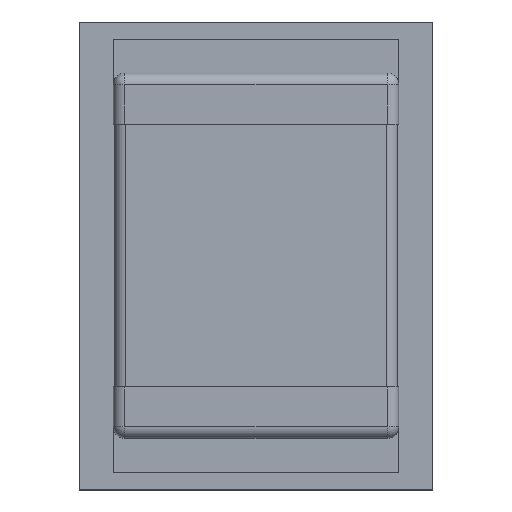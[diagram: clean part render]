
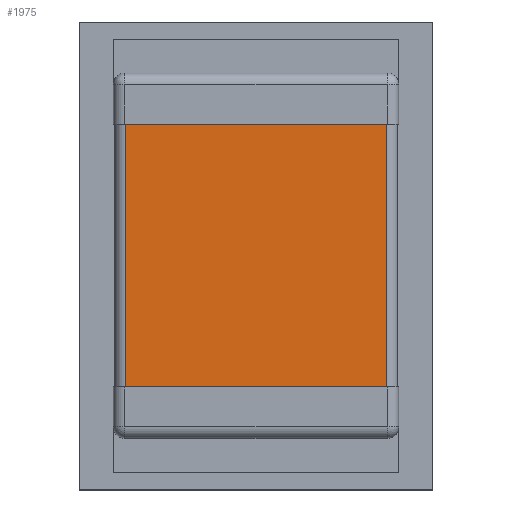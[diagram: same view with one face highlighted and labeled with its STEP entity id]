
A CAD part, top view. The second image highlights one B-rep face of the part: STEP entity #1975.
In plain terms, the highlighted planar face has unit normal (0, 0, 1).
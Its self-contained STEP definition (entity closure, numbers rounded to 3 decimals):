
#205=FACE_OUTER_BOUND('',#329,.T.);
#329=EDGE_LOOP('',(#1739,#1740,#1741,#1742));
#560=LINE('',#3125,#800);
#572=LINE('',#3166,#812);
#574=LINE('',#3171,#814);
#576=LINE('',#3174,#816);
#800=VECTOR('',#2561,10.);
#812=VECTOR('',#2609,10.);
#814=VECTOR('',#2615,10.);
#816=VECTOR('',#2619,10.);
#977=VERTEX_POINT('',#3122);
#978=VERTEX_POINT('',#3124);
#988=VERTEX_POINT('',#3163);
#989=VERTEX_POINT('',#3165);
#1226=EDGE_CURVE('',#977,#978,#560,.T.);
#1247=EDGE_CURVE('',#988,#989,#572,.T.);
#1250=EDGE_CURVE('',#989,#977,#574,.T.);
#1252=EDGE_CURVE('',#978,#988,#576,.T.);
#1739=ORIENTED_EDGE('',*,*,#1250,.F.);
#1740=ORIENTED_EDGE('',*,*,#1247,.F.);
#1741=ORIENTED_EDGE('',*,*,#1252,.F.);
#1742=ORIENTED_EDGE('',*,*,#1226,.F.);
#1867=PLANE('',#2122);
#1975=ADVANCED_FACE('',(#205),#1867,.F.);
#2122=AXIS2_PLACEMENT_3D('',#3173,#2617,#2618);
#2561=DIRECTION('',(-1.,0.,0.));
#2609=DIRECTION('',(1.,0.,0.));
#2615=DIRECTION('',(0.,-1.,0.));
#2617=DIRECTION('center_axis',(0.,0.,-1.));
#2618=DIRECTION('ref_axis',(-1.,0.,0.));
#2619=DIRECTION('',(0.,1.,0.));
#3122=CARTESIAN_POINT('',(1.14,-1.15,1.59));
#3124=CARTESIAN_POINT('',(-1.14,-1.15,1.59));
#3125=CARTESIAN_POINT('',(1.24,-1.15,1.59));
#3163=CARTESIAN_POINT('',(-1.14,1.15,1.59));
#3165=CARTESIAN_POINT('',(1.14,1.15,1.59));
#3166=CARTESIAN_POINT('',(-1.24,1.15,1.59));
#3171=CARTESIAN_POINT('',(1.14,-0.575,1.59));
#3173=CARTESIAN_POINT('Origin',(0.,0.,1.59));
#3174=CARTESIAN_POINT('',(-1.14,0.575,1.59));
